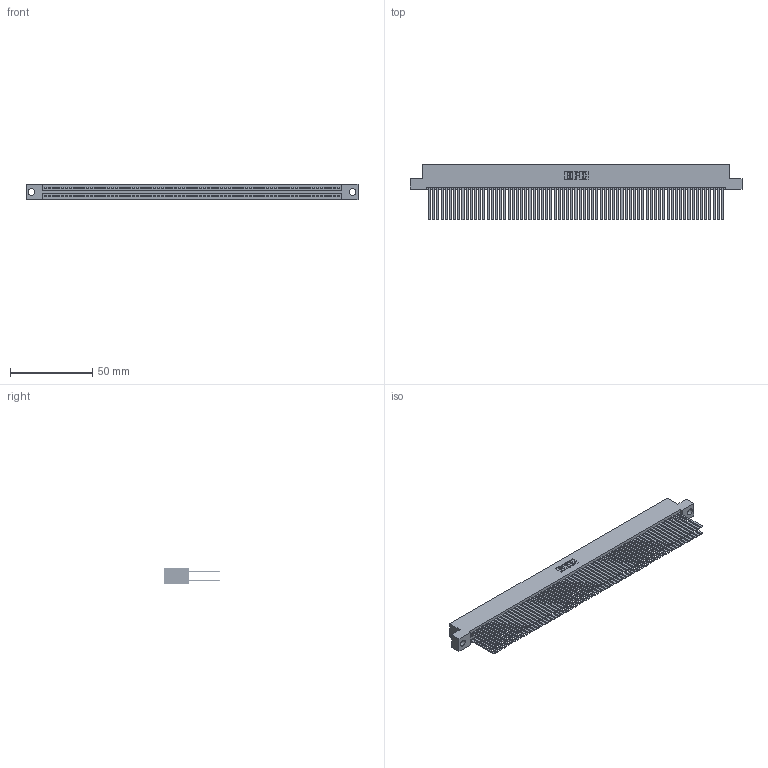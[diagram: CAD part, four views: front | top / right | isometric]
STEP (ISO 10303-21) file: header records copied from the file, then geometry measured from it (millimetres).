
FILE_DESCRIPTION (( 'STEP AP203' ), '1' );
FILE_NAME ('395-142-544-204.STEP', '2018-12-06T03:18:17', ( '' ), ( '' ), 'SwSTEP 2.0', 'SolidWorks 2016', '' );
FILE_SCHEMA (( 'CONFIG_CONTROL_DESIGN' ));
Length unit declared in the file: inch
Products named in the file (3): 395-142-544-204; 345 Part_Flush Mounting Lugs - 0.156 Dia-TH; 345-292-001_345-293-144
Assembly tree (143 placements, depth 2):
  395-142-544-204
    345 Part_Flush Mounting Lugs - 0.156 Dia-TH
    345-292-001_345-293-144  x142
Bounding box: 201.55 x 33.96 x 9.4 mm (x, y, z)
Volume: 21750.6 mm3; surface area: 38362.1 mm2
Topology: 143 solids, 143 shells, 6374 faces, 18943 edges, 12438 vertices
Faces by surface type: plane 4198, cylinder 2176
Entity records: 51623 total; most frequent: CARTESIAN_POINT 8624, ORIENTED_EDGE 8558, DIRECTION 7567, EDGE_CURVE 4279, VECTOR 3867, LINE 3867, VERTEX_POINT 2850, AXIS2_PLACEMENT_3D 1850
